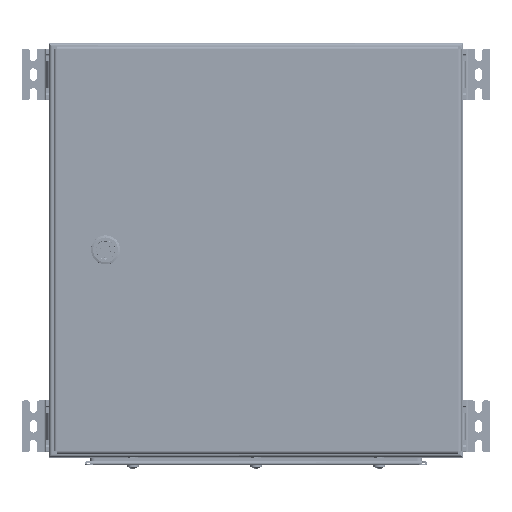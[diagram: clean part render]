
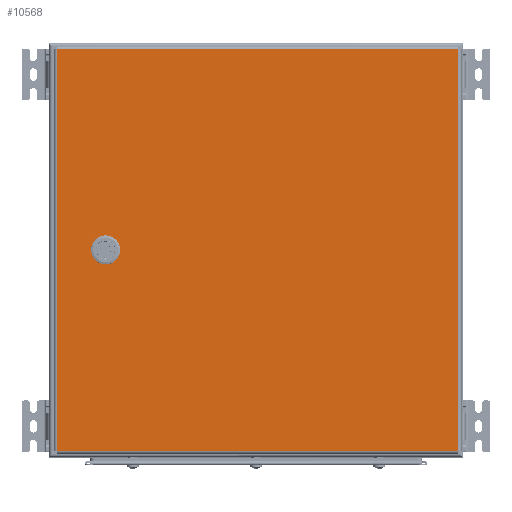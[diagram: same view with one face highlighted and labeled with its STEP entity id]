
A CAD part, top view. The second image highlights one B-rep face of the part: STEP entity #10568.
In plain terms, the highlighted planar face has unit normal (0, 0, 1).
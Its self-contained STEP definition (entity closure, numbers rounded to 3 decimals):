
#908 = CIRCLE ( 'NONE', #50190, 11.25 ) ;
#4230 = CARTESIAN_POINT ( 'NONE',  ( 194., -194.793, 0. ) ) ;
#7590 = EDGE_CURVE ( 'NONE', #71120, #16563, #35009, .T. ) ;
#7723 = VERTEX_POINT ( 'NONE', #31653 ) ;
#8887 = ORIENTED_EDGE ( 'NONE', *, *, #42082, .F. ) ;
#9449 = CIRCLE ( 'NONE', #40085, 11.25 ) ;
#9595 = CARTESIAN_POINT ( 'NONE',  ( -147., 0., 0. ) ) ;
#9688 = LINE ( 'NONE', #11146, #60932 ) ;
#10568 = ADVANCED_FACE ( 'NONE', ( #21817, #71920 ), #44673, .F. ) ;
#11146 = CARTESIAN_POINT ( 'NONE',  ( -157.25, 0., 0. ) ) ;
#11195 = ORIENTED_EDGE ( 'NONE', *, *, #37972, .F. ) ;
#14667 = EDGE_CURVE ( 'NONE', #71191, #62416, #34481, .T. ) ;
#16081 = CARTESIAN_POINT ( 'NONE',  ( -142.363, -10.25, 0. ) ) ;
#16563 = VERTEX_POINT ( 'NONE', #23385 ) ;
#16648 = AXIS2_PLACEMENT_3D ( 'NONE', #20945, #43455, #59272 ) ;
#17090 = AXIS2_PLACEMENT_3D ( 'NONE', #22181, #21466, #33615 ) ;
#17854 = LINE ( 'NONE', #67958, #63139 ) ;
#18281 = ORIENTED_EDGE ( 'NONE', *, *, #7590, .T. ) ;
#20372 = CARTESIAN_POINT ( 'NONE',  ( 194.793, 194., 0. ) ) ;
#20699 = DIRECTION ( 'NONE',  ( 0., 1., 0. ) ) ;
#20945 = CARTESIAN_POINT ( 'NONE',  ( -147., 0., 0. ) ) ;
#21181 = ORIENTED_EDGE ( 'NONE', *, *, #40201, .T. ) ;
#21466 = DIRECTION ( 'NONE',  ( 0., 0., -1. ) ) ;
#21688 = DIRECTION ( 'NONE',  ( 1., 0., 0. ) ) ;
#21817 = FACE_BOUND ( 'NONE', #28209, .T. ) ;
#21997 = VERTEX_POINT ( 'NONE', #71532 ) ;
#22181 = CARTESIAN_POINT ( 'NONE',  ( 0., 0., 0. ) ) ;
#23385 = CARTESIAN_POINT ( 'NONE',  ( -142.363, 10.25, 0. ) ) ;
#23943 = ORIENTED_EDGE ( 'NONE', *, *, #14667, .F. ) ;
#24653 = VECTOR ( 'NONE', #31462, 1000. ) ;
#26453 = VECTOR ( 'NONE', #69616, 1000. ) ;
#26488 = ORIENTED_EDGE ( 'NONE', *, *, #37263, .F. ) ;
#26719 = VECTOR ( 'NONE', #71980, 1000. ) ;
#27218 = DIRECTION ( 'NONE',  ( 0., 0., 1. ) ) ;
#27957 = VERTEX_POINT ( 'NONE', #70085 ) ;
#27994 = AXIS2_PLACEMENT_3D ( 'NONE', #49426, #38796, #49072 ) ;
#28209 = EDGE_LOOP ( 'NONE', ( #26488, #23943, #11195, #54964, #8887, #67240, #30189, #18281 ) ) ;
#29121 = DIRECTION ( 'NONE',  ( 1., 0., 0. ) ) ;
#29315 = VECTOR ( 'NONE', #29121, 1000. ) ;
#30169 = DIRECTION ( 'NONE',  ( 1., 0., 0. ) ) ;
#30189 = ORIENTED_EDGE ( 'NONE', *, *, #62100, .F. ) ;
#31462 = DIRECTION ( 'NONE',  ( -1., 0., 0. ) ) ;
#31653 = CARTESIAN_POINT ( 'NONE',  ( -194., -194., 0. ) ) ;
#32794 = EDGE_CURVE ( 'NONE', #44995, #7723, #17854, .T. ) ;
#33615 = DIRECTION ( 'NONE',  ( -1., 0., 0. ) ) ;
#34481 = LINE ( 'NONE', #56531, #36492 ) ;
#35009 = LINE ( 'NONE', #41289, #29315 ) ;
#35286 = VERTEX_POINT ( 'NONE', #16081 ) ;
#35344 = CARTESIAN_POINT ( 'NONE',  ( 0., -10.25, 0. ) ) ;
#36492 = VECTOR ( 'NONE', #56900, 1000. ) ;
#36796 = LINE ( 'NONE', #35344, #59507 ) ;
#36841 = EDGE_CURVE ( 'NONE', #21997, #44592, #66816, .T. ) ;
#37263 = EDGE_CURVE ( 'NONE', #62416, #16563, #908, .T. ) ;
#37972 = EDGE_CURVE ( 'NONE', #35286, #71191, #51529, .T. ) ;
#38005 = EDGE_CURVE ( 'NONE', #41181, #57441, #9688, .T. ) ;
#38796 = DIRECTION ( 'NONE',  ( 0., 0., 1. ) ) ;
#40085 = AXIS2_PLACEMENT_3D ( 'NONE', #71415, #27218, #21688 ) ;
#40201 = EDGE_CURVE ( 'NONE', #44592, #44995, #60143, .T. ) ;
#40563 = CARTESIAN_POINT ( 'NONE',  ( -194.793, -194., 0. ) ) ;
#41002 = EDGE_LOOP ( 'NONE', ( #57176, #61590, #21181, #52616 ) ) ;
#41181 = VERTEX_POINT ( 'NONE', #55359 ) ;
#41289 = CARTESIAN_POINT ( 'NONE',  ( 0., 10.25, 0. ) ) ;
#41314 = CARTESIAN_POINT ( 'NONE',  ( 194., 194., 0. ) ) ;
#42082 = EDGE_CURVE ( 'NONE', #41181, #27957, #43718, .T. ) ;
#43455 = DIRECTION ( 'NONE',  ( 0., 0., 1. ) ) ;
#43718 = CIRCLE ( 'NONE', #16648, 11.25 ) ;
#44592 = VERTEX_POINT ( 'NONE', #41314 ) ;
#44673 = PLANE ( 'NONE',  #17090 ) ;
#44995 = VERTEX_POINT ( 'NONE', #48065 ) ;
#48065 = CARTESIAN_POINT ( 'NONE',  ( -194., 194., 0. ) ) ;
#49072 = DIRECTION ( 'NONE',  ( 1., 0., 0. ) ) ;
#49338 = DIRECTION ( 'NONE',  ( 0., 0., 1. ) ) ;
#49426 = CARTESIAN_POINT ( 'NONE',  ( -147., 0., 0. ) ) ;
#49450 = EDGE_CURVE ( 'NONE', #27957, #35286, #36796, .T. ) ;
#50190 = AXIS2_PLACEMENT_3D ( 'NONE', #9595, #49338, #72171 ) ;
#51529 = CIRCLE ( 'NONE', #27994, 11.25 ) ;
#52616 = ORIENTED_EDGE ( 'NONE', *, *, #32794, .T. ) ;
#54964 = ORIENTED_EDGE ( 'NONE', *, *, #49450, .F. ) ;
#55359 = CARTESIAN_POINT ( 'NONE',  ( -157.25, -4.637, 0. ) ) ;
#56437 = CARTESIAN_POINT ( 'NONE',  ( -157.25, 4.637, 0. ) ) ;
#56531 = CARTESIAN_POINT ( 'NONE',  ( -136.75, 0., 0. ) ) ;
#56900 = DIRECTION ( 'NONE',  ( 0., 1., 0. ) ) ;
#57176 = ORIENTED_EDGE ( 'NONE', *, *, #68784, .T. ) ;
#57441 = VERTEX_POINT ( 'NONE', #56437 ) ;
#57811 = LINE ( 'NONE', #40563, #26453 ) ;
#59272 = DIRECTION ( 'NONE',  ( 1., 0., 0. ) ) ;
#59507 = VECTOR ( 'NONE', #30169, 1000. ) ;
#60143 = LINE ( 'NONE', #20372, #24653 ) ;
#60932 = VECTOR ( 'NONE', #20699, 1000. ) ;
#61590 = ORIENTED_EDGE ( 'NONE', *, *, #36841, .T. ) ;
#62100 = EDGE_CURVE ( 'NONE', #71120, #57441, #9449, .T. ) ;
#62416 = VERTEX_POINT ( 'NONE', #66166 ) ;
#63139 = VECTOR ( 'NONE', #66858, 1000. ) ;
#66166 = CARTESIAN_POINT ( 'NONE',  ( -136.75, 4.637, 0. ) ) ;
#66816 = LINE ( 'NONE', #4230, #26719 ) ;
#66858 = DIRECTION ( 'NONE',  ( 0., -1., 0. ) ) ;
#67240 = ORIENTED_EDGE ( 'NONE', *, *, #38005, .T. ) ;
#67958 = CARTESIAN_POINT ( 'NONE',  ( -194., 194.793, 0. ) ) ;
#68784 = EDGE_CURVE ( 'NONE', #7723, #21997, #57811, .T. ) ;
#69616 = DIRECTION ( 'NONE',  ( 1., 0., 0. ) ) ;
#70085 = CARTESIAN_POINT ( 'NONE',  ( -151.637, -10.25, 0. ) ) ;
#70544 = CARTESIAN_POINT ( 'NONE',  ( -151.637, 10.25, 0. ) ) ;
#71120 = VERTEX_POINT ( 'NONE', #70544 ) ;
#71191 = VERTEX_POINT ( 'NONE', #71623 ) ;
#71415 = CARTESIAN_POINT ( 'NONE',  ( -147., 0., 0. ) ) ;
#71532 = CARTESIAN_POINT ( 'NONE',  ( 194., -194., 0. ) ) ;
#71623 = CARTESIAN_POINT ( 'NONE',  ( -136.75, -4.637, 0. ) ) ;
#71920 = FACE_OUTER_BOUND ( 'NONE', #41002, .T. ) ;
#71980 = DIRECTION ( 'NONE',  ( 0., 1., 0. ) ) ;
#72171 = DIRECTION ( 'NONE',  ( 1., 0., 0. ) ) ;
